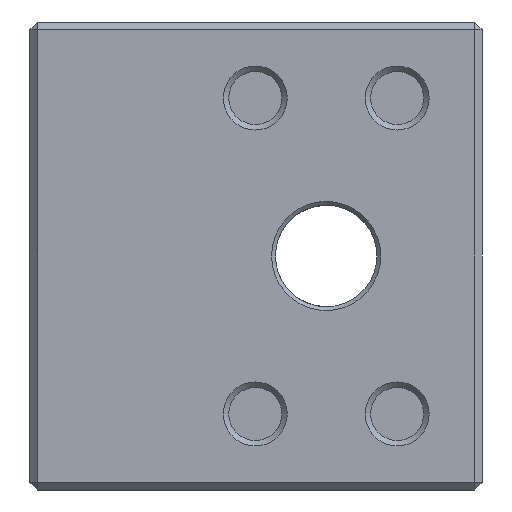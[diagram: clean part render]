
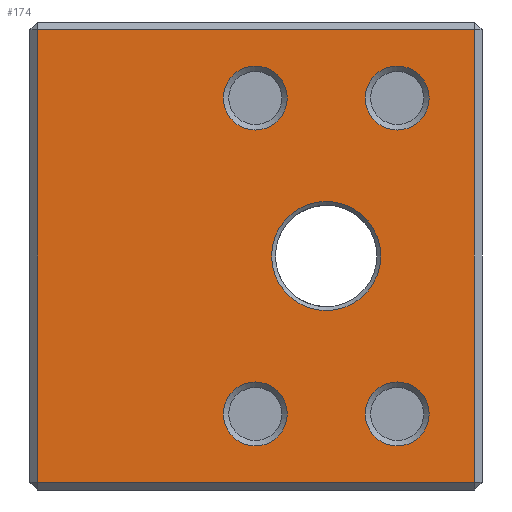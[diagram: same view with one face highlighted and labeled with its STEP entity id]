
A CAD part, left-side view. The second image highlights one B-rep face of the part: STEP entity #174.
In plain terms, the highlighted planar face has unit normal (-1, 0, 0).
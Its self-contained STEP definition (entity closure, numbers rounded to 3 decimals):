
#174=ADVANCED_FACE('',(#371,#372,#373,#374,#375,#376),#241,.F.);
#241=PLANE('',#964);
#275=LINE('',#1353,#323);
#276=LINE('',#1356,#324);
#277=LINE('',#1358,#325);
#278=LINE('',#1360,#326);
#323=VECTOR('',#1082,1.);
#324=VECTOR('',#1083,1.);
#325=VECTOR('',#1084,1.);
#326=VECTOR('',#1085,1.);
#371=FACE_BOUND('',#456,.T.);
#372=FACE_BOUND('',#457,.T.);
#373=FACE_BOUND('',#458,.T.);
#374=FACE_BOUND('',#459,.T.);
#375=FACE_BOUND('',#460,.T.);
#376=FACE_BOUND('',#461,.T.);
#456=EDGE_LOOP('',(#568));
#457=EDGE_LOOP('',(#569));
#458=EDGE_LOOP('',(#570));
#459=EDGE_LOOP('',(#571));
#460=EDGE_LOOP('',(#572));
#461=EDGE_LOOP('',(#573,#574,#575,#576));
#568=ORIENTED_EDGE('',*,*,#824,.T.);
#569=ORIENTED_EDGE('',*,*,#825,.T.);
#570=ORIENTED_EDGE('',*,*,#826,.T.);
#571=ORIENTED_EDGE('',*,*,#827,.T.);
#572=ORIENTED_EDGE('',*,*,#828,.T.);
#573=ORIENTED_EDGE('',*,*,#829,.T.);
#574=ORIENTED_EDGE('',*,*,#830,.T.);
#575=ORIENTED_EDGE('',*,*,#831,.T.);
#576=ORIENTED_EDGE('',*,*,#832,.T.);
#752=VERTEX_POINT('',#1344);
#753=VERTEX_POINT('',#1346);
#754=VERTEX_POINT('',#1348);
#755=VERTEX_POINT('',#1350);
#756=VERTEX_POINT('',#1352);
#757=VERTEX_POINT('',#1354);
#758=VERTEX_POINT('',#1355);
#759=VERTEX_POINT('',#1357);
#760=VERTEX_POINT('',#1359);
#824=EDGE_CURVE('',#752,#752,#916,.T.);
#825=EDGE_CURVE('',#753,#753,#917,.T.);
#826=EDGE_CURVE('',#754,#754,#918,.T.);
#827=EDGE_CURVE('',#755,#755,#919,.T.);
#828=EDGE_CURVE('',#756,#756,#920,.T.);
#829=EDGE_CURVE('',#757,#758,#275,.T.);
#830=EDGE_CURVE('',#758,#759,#276,.T.);
#831=EDGE_CURVE('',#759,#760,#277,.T.);
#832=EDGE_CURVE('',#760,#757,#278,.T.);
#916=CIRCLE('',#959,4.1);
#917=CIRCLE('',#960,4.1);
#918=CIRCLE('',#961,4.1);
#919=CIRCLE('',#962,4.1);
#920=CIRCLE('',#963,7.);
#959=AXIS2_PLACEMENT_3D('',#1343,#1072,#1073);
#960=AXIS2_PLACEMENT_3D('',#1345,#1074,#1075);
#961=AXIS2_PLACEMENT_3D('',#1347,#1076,#1077);
#962=AXIS2_PLACEMENT_3D('',#1349,#1078,#1079);
#963=AXIS2_PLACEMENT_3D('',#1351,#1080,#1081);
#964=AXIS2_PLACEMENT_3D('',#1361,#1086,#1087);
#1072=DIRECTION('',(1.,0.,0.));
#1073=DIRECTION('',(0.,0.,-1.));
#1074=DIRECTION('',(1.,0.,0.));
#1075=DIRECTION('',(0.,0.,-1.));
#1076=DIRECTION('',(1.,0.,0.));
#1077=DIRECTION('',(0.,0.,-1.));
#1078=DIRECTION('',(1.,0.,0.));
#1079=DIRECTION('',(0.,0.,-1.));
#1080=DIRECTION('',(1.,0.,0.));
#1081=DIRECTION('',(0.,0.,-1.));
#1082=DIRECTION('',(0.,0.,-1.));
#1083=DIRECTION('',(0.,-1.,0.));
#1084=DIRECTION('',(0.,0.,1.));
#1085=DIRECTION('',(0.,1.,0.));
#1086=DIRECTION('',(1.,0.,0.));
#1087=DIRECTION('',(0.,0.,-1.));
#1343=CARTESIAN_POINT('',(0.,0.1,20.25));
#1344=CARTESIAN_POINT('',(0.,0.1,16.15));
#1345=CARTESIAN_POINT('',(0.,-18.1,20.25));
#1346=CARTESIAN_POINT('',(0.,-18.1,16.15));
#1347=CARTESIAN_POINT('',(0.,-18.1,-20.25));
#1348=CARTESIAN_POINT('',(0.,-18.1,-24.35));
#1349=CARTESIAN_POINT('',(0.,0.1,-20.25));
#1350=CARTESIAN_POINT('',(0.,0.1,-24.35));
#1351=CARTESIAN_POINT('',(0.,-9.,0.));
#1352=CARTESIAN_POINT('',(0.,-9.,-7.));
#1353=CARTESIAN_POINT('',(0.,28.,0.));
#1354=CARTESIAN_POINT('',(0.,28.,29.));
#1355=CARTESIAN_POINT('',(0.,28.,-29.));
#1356=CARTESIAN_POINT('',(0.,0.,-29.));
#1357=CARTESIAN_POINT('',(0.,-28.,-29.));
#1358=CARTESIAN_POINT('',(0.,-28.,0.));
#1359=CARTESIAN_POINT('',(0.,-28.,29.));
#1360=CARTESIAN_POINT('',(0.,0.,29.));
#1361=CARTESIAN_POINT('',(0.,0.,0.));
